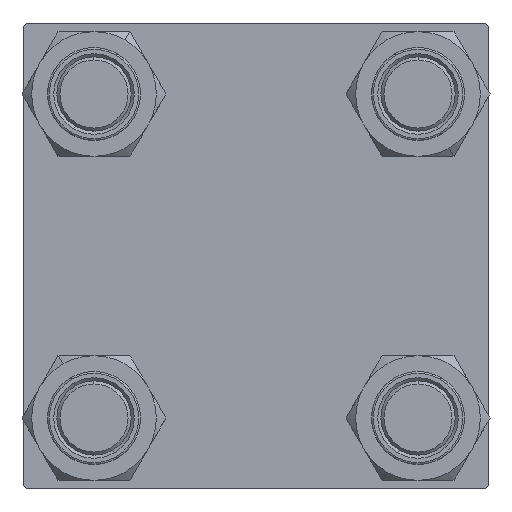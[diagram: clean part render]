
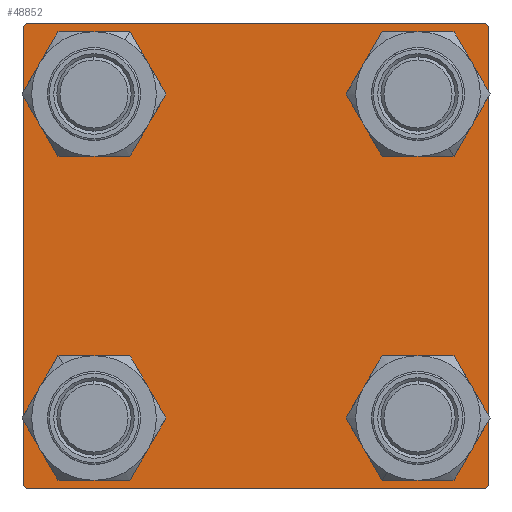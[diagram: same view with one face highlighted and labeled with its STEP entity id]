
A CAD part, left-side view. The second image highlights one B-rep face of the part: STEP entity #48852.
In plain terms, the highlighted planar face has unit normal (-1, 0, 0).
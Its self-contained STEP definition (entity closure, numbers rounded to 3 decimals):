
#138 = CARTESIAN_POINT ( 'NONE',  ( 0., -26.15, -26.15 ) ) ;
#231 = AXIS2_PLACEMENT_3D ( 'NONE', #21518, #19180, #3538 ) ;
#640 = DIRECTION ( 'NONE',  ( 0., 0., 1. ) ) ;
#724 = VECTOR ( 'NONE', #1008, 1000. ) ;
#837 = DIRECTION ( 'NONE',  ( 0., 0., -1. ) ) ;
#851 = VERTEX_POINT ( 'NONE', #14951 ) ;
#1008 = DIRECTION ( 'NONE',  ( 0., -0.707, -0.707 ) ) ;
#1193 = CARTESIAN_POINT ( 'NONE',  ( 0., 37.25, 37.25 ) ) ;
#2031 = CARTESIAN_POINT ( 'NONE',  ( 0., -26.15, -32.65 ) ) ;
#2262 = ORIENTED_EDGE ( 'NONE', *, *, #11589, .T. ) ;
#2268 = CIRCLE ( 'NONE', #18676, 6.5 ) ;
#2331 = EDGE_CURVE ( 'NONE', #47338, #6742, #2268, .T. ) ;
#2883 = CARTESIAN_POINT ( 'NONE',  ( 0., 0., 0. ) ) ;
#3132 = DIRECTION ( 'NONE',  ( 0., 0., 1. ) ) ;
#3398 = ORIENTED_EDGE ( 'NONE', *, *, #48913, .T. ) ;
#3538 = DIRECTION ( 'NONE',  ( 0., 0., 1. ) ) ;
#3784 = EDGE_CURVE ( 'NONE', #15871, #16519, #32056, .T. ) ;
#4450 = ORIENTED_EDGE ( 'NONE', *, *, #4834, .T. ) ;
#4834 = EDGE_CURVE ( 'NONE', #21394, #851, #45133, .T. ) ;
#5007 = CARTESIAN_POINT ( 'NONE',  ( 0., -37.25, 37.25 ) ) ;
#5239 = EDGE_CURVE ( 'NONE', #6742, #47338, #20440, .T. ) ;
#5320 = CARTESIAN_POINT ( 'NONE',  ( 0., 26.15, -26.15 ) ) ;
#5416 = EDGE_CURVE ( 'NONE', #47339, #851, #25763, .T. ) ;
#6480 = AXIS2_PLACEMENT_3D ( 'NONE', #38360, #27592, #23483 ) ;
#6647 = DIRECTION ( 'NONE',  ( 0., -0.707, 0.707 ) ) ;
#6731 = CARTESIAN_POINT ( 'NONE',  ( 0., -26.15, -26.15 ) ) ;
#6742 = VERTEX_POINT ( 'NONE', #8074 ) ;
#6876 = EDGE_LOOP ( 'NONE', ( #50284, #8456, #34714, #4450, #14425, #30526, #11739, #45678 ) ) ;
#7224 = DIRECTION ( 'NONE',  ( -1., 0., 0. ) ) ;
#7259 = LINE ( 'NONE', #15970, #40233 ) ;
#7578 = DIRECTION ( 'NONE',  ( 0., -1., 0. ) ) ;
#7660 = EDGE_CURVE ( 'NONE', #46611, #40920, #16402, .T. ) ;
#8074 = CARTESIAN_POINT ( 'NONE',  ( 0., -26.15, 19.65 ) ) ;
#8456 = ORIENTED_EDGE ( 'NONE', *, *, #3784, .T. ) ;
#8694 = EDGE_CURVE ( 'NONE', #12785, #12035, #41811, .T. ) ;
#8755 = CARTESIAN_POINT ( 'NONE',  ( 0., 26.15, 26.15 ) ) ;
#9267 = DIRECTION ( 'NONE',  ( 0., 0., 1. ) ) ;
#9686 = CARTESIAN_POINT ( 'NONE',  ( 0., 26.15, -26.15 ) ) ;
#9908 = VERTEX_POINT ( 'NONE', #31991 ) ;
#10144 = EDGE_CURVE ( 'NONE', #50280, #9908, #7259, .T. ) ;
#10686 = AXIS2_PLACEMENT_3D ( 'NONE', #9686, #36355, #13026 ) ;
#11589 = EDGE_CURVE ( 'NONE', #12035, #12785, #19681, .T. ) ;
#11632 = LINE ( 'NONE', #43941, #28333 ) ;
#11739 = ORIENTED_EDGE ( 'NONE', *, *, #10144, .F. ) ;
#11886 = VERTEX_POINT ( 'NONE', #32257 ) ;
#12035 = VERTEX_POINT ( 'NONE', #23992 ) ;
#12689 = CARTESIAN_POINT ( 'NONE',  ( 0., -26.15, 26.15 ) ) ;
#12762 = VECTOR ( 'NONE', #44002, 1000. ) ;
#12785 = VERTEX_POINT ( 'NONE', #40151 ) ;
#12860 = VECTOR ( 'NONE', #7578, 1000. ) ;
#13026 = DIRECTION ( 'NONE',  ( 0., 0., 1. ) ) ;
#14425 = ORIENTED_EDGE ( 'NONE', *, *, #5416, .F. ) ;
#14850 = CARTESIAN_POINT ( 'NONE',  ( 0., -37.25, -37.25 ) ) ;
#14951 = CARTESIAN_POINT ( 'NONE',  ( 0., -37.5, -37. ) ) ;
#15597 = AXIS2_PLACEMENT_3D ( 'NONE', #5320, #16362, #32255 ) ;
#15718 = DIRECTION ( 'NONE',  ( 0., -1., 0. ) ) ;
#15871 = VERTEX_POINT ( 'NONE', #26554 ) ;
#15970 = CARTESIAN_POINT ( 'NONE',  ( 0., 37.5, 37.5 ) ) ;
#16362 = DIRECTION ( 'NONE',  ( 1., 0., 0. ) ) ;
#16402 = CIRCLE ( 'NONE', #32766, 6.5 ) ;
#16519 = VERTEX_POINT ( 'NONE', #43333 ) ;
#17208 = CARTESIAN_POINT ( 'NONE',  ( 0., -37., -37.5 ) ) ;
#17396 = ORIENTED_EDGE ( 'NONE', *, *, #18446, .T. ) ;
#17565 = CARTESIAN_POINT ( 'NONE',  ( 0., -37.5, 37.5 ) ) ;
#18446 = EDGE_CURVE ( 'NONE', #11886, #20638, #24824, .T. ) ;
#18520 = FACE_BOUND ( 'NONE', #43586, .T. ) ;
#18676 = AXIS2_PLACEMENT_3D ( 'NONE', #12689, #35073, #25256 ) ;
#19029 = VERTEX_POINT ( 'NONE', #42587 ) ;
#19180 = DIRECTION ( 'NONE',  ( 1., 0., 0. ) ) ;
#19370 = LINE ( 'NONE', #50172, #12860 ) ;
#19681 = CIRCLE ( 'NONE', #15597, 6.5 ) ;
#20082 = CIRCLE ( 'NONE', #45510, 6.5 ) ;
#20185 = DIRECTION ( 'NONE',  ( 0., 0.707, -0.707 ) ) ;
#20440 = CIRCLE ( 'NONE', #6480, 6.5 ) ;
#20638 = VERTEX_POINT ( 'NONE', #31771 ) ;
#21251 = AXIS2_PLACEMENT_3D ( 'NONE', #6731, #38249, #3132 ) ;
#21394 = VERTEX_POINT ( 'NONE', #17208 ) ;
#21518 = CARTESIAN_POINT ( 'NONE',  ( 0., 26.15, 26.15 ) ) ;
#23483 = DIRECTION ( 'NONE',  ( 0., 0., 1. ) ) ;
#23992 = CARTESIAN_POINT ( 'NONE',  ( 0., 26.15, -32.65 ) ) ;
#24167 = EDGE_CURVE ( 'NONE', #20638, #11886, #20082, .T. ) ;
#24824 = CIRCLE ( 'NONE', #231, 6.5 ) ;
#25256 = DIRECTION ( 'NONE',  ( 0., 0., 1. ) ) ;
#25714 = EDGE_CURVE ( 'NONE', #47339, #9908, #44511, .T. ) ;
#25763 = LINE ( 'NONE', #17565, #42540 ) ;
#25917 = CARTESIAN_POINT ( 'NONE',  ( 0., 37., 37.5 ) ) ;
#26554 = CARTESIAN_POINT ( 'NONE',  ( 0., 37.5, -37. ) ) ;
#26972 = ORIENTED_EDGE ( 'NONE', *, *, #7660, .T. ) ;
#26976 = PLANE ( 'NONE',  #38404 ) ;
#27592 = DIRECTION ( 'NONE',  ( 1., 0., 0. ) ) ;
#28333 = VECTOR ( 'NONE', #837, 1000. ) ;
#29153 = EDGE_LOOP ( 'NONE', ( #45734, #17396 ) ) ;
#30186 = EDGE_CURVE ( 'NONE', #50280, #19029, #35565, .T. ) ;
#30526 = ORIENTED_EDGE ( 'NONE', *, *, #25714, .T. ) ;
#31771 = CARTESIAN_POINT ( 'NONE',  ( 0., 26.15, 32.65 ) ) ;
#31991 = CARTESIAN_POINT ( 'NONE',  ( 0., -37., 37.5 ) ) ;
#32056 = LINE ( 'NONE', #44626, #724 ) ;
#32255 = DIRECTION ( 'NONE',  ( 0., 0., 1. ) ) ;
#32257 = CARTESIAN_POINT ( 'NONE',  ( 0., 26.15, 19.65 ) ) ;
#32766 = AXIS2_PLACEMENT_3D ( 'NONE', #138, #48103, #640 ) ;
#32803 = ORIENTED_EDGE ( 'NONE', *, *, #8694, .T. ) ;
#34132 = CARTESIAN_POINT ( 'NONE',  ( 0., -37.5, 37. ) ) ;
#34165 = FACE_OUTER_BOUND ( 'NONE', #6876, .T. ) ;
#34659 = FACE_BOUND ( 'NONE', #47430, .T. ) ;
#34714 = ORIENTED_EDGE ( 'NONE', *, *, #39551, .T. ) ;
#35073 = DIRECTION ( 'NONE',  ( 1., 0., 0. ) ) ;
#35565 = LINE ( 'NONE', #1193, #43781 ) ;
#36355 = DIRECTION ( 'NONE',  ( 1., 0., 0. ) ) ;
#37112 = EDGE_CURVE ( 'NONE', #19029, #15871, #11632, .T. ) ;
#37590 = VECTOR ( 'NONE', #6647, 1000. ) ;
#37749 = FACE_BOUND ( 'NONE', #44622, .T. ) ;
#38249 = DIRECTION ( 'NONE',  ( 1., 0., 0. ) ) ;
#38360 = CARTESIAN_POINT ( 'NONE',  ( 0., -26.15, 26.15 ) ) ;
#38404 = AXIS2_PLACEMENT_3D ( 'NONE', #2883, #7224, #42362 ) ;
#38755 = FACE_BOUND ( 'NONE', #29153, .T. ) ;
#39551 = EDGE_CURVE ( 'NONE', #16519, #21394, #19370, .T. ) ;
#40151 = CARTESIAN_POINT ( 'NONE',  ( 0., 26.15, -19.65 ) ) ;
#40232 = ORIENTED_EDGE ( 'NONE', *, *, #2331, .T. ) ;
#40233 = VECTOR ( 'NONE', #15718, 1000. ) ;
#40920 = VERTEX_POINT ( 'NONE', #42093 ) ;
#41059 = DIRECTION ( 'NONE',  ( 1., 0., 0. ) ) ;
#41811 = CIRCLE ( 'NONE', #10686, 6.5 ) ;
#42093 = CARTESIAN_POINT ( 'NONE',  ( 0., -26.15, -19.65 ) ) ;
#42362 = DIRECTION ( 'NONE',  ( 0., 0., 1. ) ) ;
#42540 = VECTOR ( 'NONE', #45763, 1000. ) ;
#42587 = CARTESIAN_POINT ( 'NONE',  ( 0., 37.5, 37. ) ) ;
#43333 = CARTESIAN_POINT ( 'NONE',  ( 0., 37., -37.5 ) ) ;
#43586 = EDGE_LOOP ( 'NONE', ( #40232, #48024 ) ) ;
#43781 = VECTOR ( 'NONE', #20185, 1000. ) ;
#43941 = CARTESIAN_POINT ( 'NONE',  ( 0., 37.5, 37.5 ) ) ;
#44002 = DIRECTION ( 'NONE',  ( 0., 0.707, 0.707 ) ) ;
#44511 = LINE ( 'NONE', #5007, #12762 ) ;
#44622 = EDGE_LOOP ( 'NONE', ( #32803, #2262 ) ) ;
#44626 = CARTESIAN_POINT ( 'NONE',  ( 0., 37.25, -37.25 ) ) ;
#45133 = LINE ( 'NONE', #14850, #37590 ) ;
#45510 = AXIS2_PLACEMENT_3D ( 'NONE', #8755, #41059, #9267 ) ;
#45678 = ORIENTED_EDGE ( 'NONE', *, *, #30186, .T. ) ;
#45734 = ORIENTED_EDGE ( 'NONE', *, *, #24167, .T. ) ;
#45763 = DIRECTION ( 'NONE',  ( 0., 0., -1. ) ) ;
#46611 = VERTEX_POINT ( 'NONE', #2031 ) ;
#47338 = VERTEX_POINT ( 'NONE', #48780 ) ;
#47339 = VERTEX_POINT ( 'NONE', #34132 ) ;
#47430 = EDGE_LOOP ( 'NONE', ( #3398, #26972 ) ) ;
#48024 = ORIENTED_EDGE ( 'NONE', *, *, #5239, .T. ) ;
#48103 = DIRECTION ( 'NONE',  ( 1., 0., 0. ) ) ;
#48271 = CIRCLE ( 'NONE', #21251, 6.5 ) ;
#48780 = CARTESIAN_POINT ( 'NONE',  ( 0., -26.15, 32.65 ) ) ;
#48852 = ADVANCED_FACE ( 'NONE', ( #18520, #34659, #37749, #38755, #34165 ), #26976, .T. ) ;
#48913 = EDGE_CURVE ( 'NONE', #40920, #46611, #48271, .T. ) ;
#50172 = CARTESIAN_POINT ( 'NONE',  ( 0., 37.5, -37.5 ) ) ;
#50280 = VERTEX_POINT ( 'NONE', #25917 ) ;
#50284 = ORIENTED_EDGE ( 'NONE', *, *, #37112, .T. ) ;
